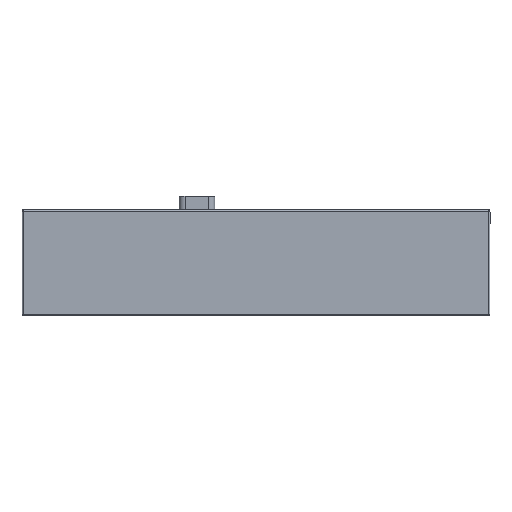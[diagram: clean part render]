
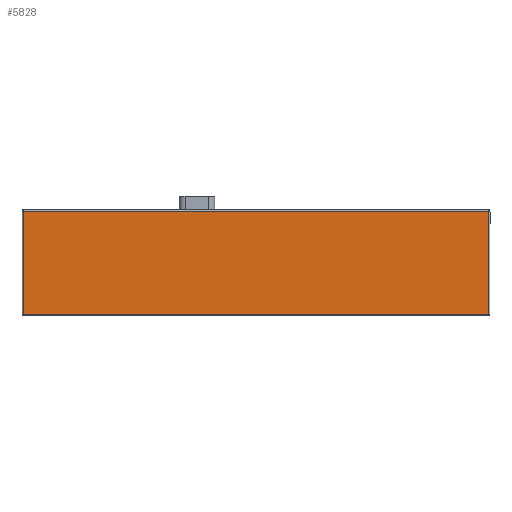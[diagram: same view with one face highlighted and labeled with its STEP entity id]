
A CAD part, front view. The second image highlights one B-rep face of the part: STEP entity #5828.
In plain terms, the highlighted face is planar.
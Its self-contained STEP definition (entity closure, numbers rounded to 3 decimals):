
#409 = EDGE_CURVE ( 'NONE', #2975, #4890, #5708, .T. ) ;
#754 = CARTESIAN_POINT ( 'NONE',  ( 0.2, 0., 31.7 ) ) ;
#1877 = EDGE_CURVE ( 'NONE', #3103, #2975, #9430, .T. ) ;
#2007 = VERTEX_POINT ( 'NONE', #4904 ) ;
#2761 = CARTESIAN_POINT ( 'NONE',  ( 0., 0., 31.7 ) ) ;
#2975 = VERTEX_POINT ( 'NONE', #11189 ) ;
#3103 = VERTEX_POINT ( 'NONE', #11579 ) ;
#3581 = CARTESIAN_POINT ( 'NONE',  ( 68.5, 0.2, 31.7 ) ) ;
#3810 = DIRECTION ( 'NONE',  ( 0., -1., 0. ) ) ;
#3939 = DIRECTION ( 'NONE',  ( 0., 0., 1. ) ) ;
#4333 = CARTESIAN_POINT ( 'NONE',  ( 68.3, 15.3, 31.7 ) ) ;
#4786 = DIRECTION ( 'NONE',  ( 0., 1., 0. ) ) ;
#4890 = VERTEX_POINT ( 'NONE', #4333 ) ;
#4904 = CARTESIAN_POINT ( 'NONE',  ( 0.2, 15.3, 31.7 ) ) ;
#4916 = CARTESIAN_POINT ( 'NONE',  ( 68.3, 15.3, 31.7 ) ) ;
#5008 = VECTOR ( 'NONE', #6123, 1000. ) ;
#5037 = VECTOR ( 'NONE', #3810, 1000. ) ;
#5264 = CARTESIAN_POINT ( 'NONE',  ( 0., 15.3, 31.7 ) ) ;
#5708 = LINE ( 'NONE', #4916, #8935 ) ;
#5828 = ADVANCED_FACE ( 'NONE', ( #13034 ), #11053, .T. ) ;
#5994 = EDGE_CURVE ( 'NONE', #4890, #2007, #9254, .T. ) ;
#6123 = DIRECTION ( 'NONE',  ( -1., 0., 0. ) ) ;
#6169 = ORIENTED_EDGE ( 'NONE', *, *, #1877, .T. ) ;
#6881 = EDGE_LOOP ( 'NONE', ( #6169, #7031, #11253, #11313 ) ) ;
#6974 = EDGE_CURVE ( 'NONE', #2007, #3103, #12960, .T. ) ;
#7031 = ORIENTED_EDGE ( 'NONE', *, *, #409, .T. ) ;
#8935 = VECTOR ( 'NONE', #4786, 1000. ) ;
#9254 = LINE ( 'NONE', #5264, #5008 ) ;
#9430 = LINE ( 'NONE', #3581, #10765 ) ;
#10765 = VECTOR ( 'NONE', #11611, 1000. ) ;
#11053 = PLANE ( 'NONE',  #11794 ) ;
#11189 = CARTESIAN_POINT ( 'NONE',  ( 68.3, 0.2, 31.7 ) ) ;
#11253 = ORIENTED_EDGE ( 'NONE', *, *, #5994, .T. ) ;
#11313 = ORIENTED_EDGE ( 'NONE', *, *, #6974, .T. ) ;
#11579 = CARTESIAN_POINT ( 'NONE',  ( 0.2, 0.2, 31.7 ) ) ;
#11611 = DIRECTION ( 'NONE',  ( 1., 0., 0. ) ) ;
#11794 = AXIS2_PLACEMENT_3D ( 'NONE', #2761, #3939, #12040 ) ;
#12040 = DIRECTION ( 'NONE',  ( 1., 0., 0. ) ) ;
#12960 = LINE ( 'NONE', #754, #5037 ) ;
#13034 = FACE_OUTER_BOUND ( 'NONE', #6881, .T. ) ;
